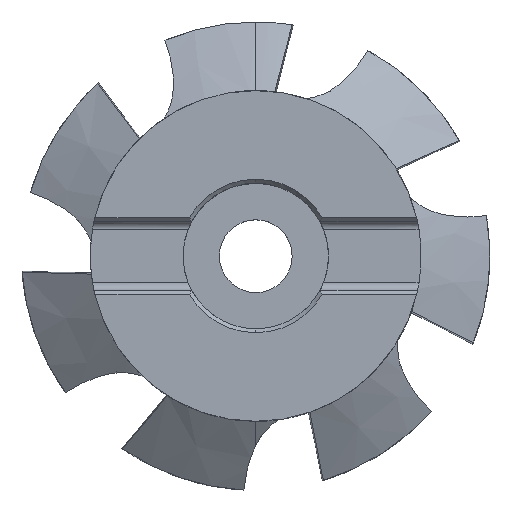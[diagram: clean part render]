
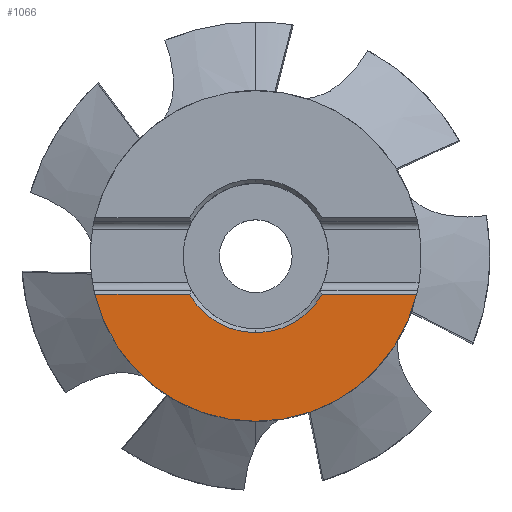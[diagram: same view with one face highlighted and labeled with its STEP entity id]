
A CAD part, top view. The second image highlights one B-rep face of the part: STEP entity #1066.
In plain terms, the highlighted planar face has unit normal (0, 0, 1).
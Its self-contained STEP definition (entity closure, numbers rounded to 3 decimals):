
#1066=ADVANCED_FACE('',(#2874),#2875,.T.);
#1188=EDGE_CURVE('',#1278,#1244,#3007,.T.);
#1224=EDGE_CURVE('',#1444,#1278,#3044,.T.);
#1244=VERTEX_POINT('',#3066);
#1278=VERTEX_POINT('',#3105);
#1444=VERTEX_POINT('',#3286);
#1682=EDGE_CURVE('',#2176,#1444,#3551,.T.);
#2114=EDGE_CURVE('',#2590,#2176,#4018,.T.);
#2176=VERTEX_POINT('',#4085);
#2220=EDGE_CURVE('',#2398,#1244,#4133,.T.);
#2398=VERTEX_POINT('',#4330);
#2492=EDGE_CURVE('',#2590,#2398,#4434,.T.);
#2590=VERTEX_POINT('',#4536);
#2874=FACE_OUTER_BOUND('',#4947,.T.);
#2875=PLANE('',#4948);
#3007=LINE('',#5203,#5204);
#3044=CIRCLE('',#5261,11.6);
#3066=CARTESIAN_POINT('',(-24.318,-5.8,0.0));
#3105=CARTESIAN_POINT('',(-10.046,-5.8,0.));
#3286=CARTESIAN_POINT('',(0.,-11.6,0.0));
#3551=CIRCLE('',#6307,11.6);
#4018=LINE('',#7268,#7269);
#4085=CARTESIAN_POINT('',(10.046,-5.8,0.));
#4133=CIRCLE('',#7534,25.0);
#4330=CARTESIAN_POINT('',(0.,-25.0,0.0));
#4434=CIRCLE('',#8208,25.0);
#4536=CARTESIAN_POINT('',(24.318,-5.8,0.0));
#4947=EDGE_LOOP('',(#8785,#8786,#8787,#8788,#8789,#8790));
#4948=AXIS2_PLACEMENT_3D('',#8791,#8792,#8793);
#5203=CARTESIAN_POINT('',(12.5,-5.8,0.0));
#5204=VECTOR('',#8900,1.0);
#5261=AXIS2_PLACEMENT_3D('',#8923,#8924,#8925);
#6307=AXIS2_PLACEMENT_3D('',#9562,#9563,#9564);
#7268=CARTESIAN_POINT('',(12.5,-5.8,0.0));
#7269=VECTOR('',#10065,1.0);
#7534=AXIS2_PLACEMENT_3D('',#10202,#10203,#10204);
#8208=AXIS2_PLACEMENT_3D('',#10577,#10578,#10579);
#8785=ORIENTED_EDGE('',*,*,#1188,.T.);
#8786=ORIENTED_EDGE('',*,*,#2220,.F.);
#8787=ORIENTED_EDGE('',*,*,#2492,.F.);
#8788=ORIENTED_EDGE('',*,*,#2114,.T.);
#8789=ORIENTED_EDGE('',*,*,#1682,.T.);
#8790=ORIENTED_EDGE('',*,*,#1224,.T.);
#8791=CARTESIAN_POINT('',(0.0,12.5,0.0));
#8792=DIRECTION('',(-0.0,0.0,1.0));
#8793=DIRECTION('',(0.0,-1.0,0.0));
#8900=DIRECTION('',(-1.0,-0.0,0.0));
#8923=CARTESIAN_POINT('',(0.0,0.0,0.0));
#8924=DIRECTION('',(-0.0,0.0,-1.0));
#8925=DIRECTION('',(0.0,1.0,0.0));
#9562=CARTESIAN_POINT('',(0.0,0.0,0.0));
#9563=DIRECTION('',(-0.0,0.0,-1.0));
#9564=DIRECTION('',(0.0,1.0,0.0));
#10065=DIRECTION('',(-1.0,-0.0,0.0));
#10202=CARTESIAN_POINT('',(0.0,0.0,0.0));
#10203=DIRECTION('',(0.0,0.0,-1.0));
#10204=DIRECTION('',(0.0,1.0,0.0));
#10577=CARTESIAN_POINT('',(0.0,0.0,0.0));
#10578=DIRECTION('',(0.0,0.0,-1.0));
#10579=DIRECTION('',(0.0,1.0,0.0));
